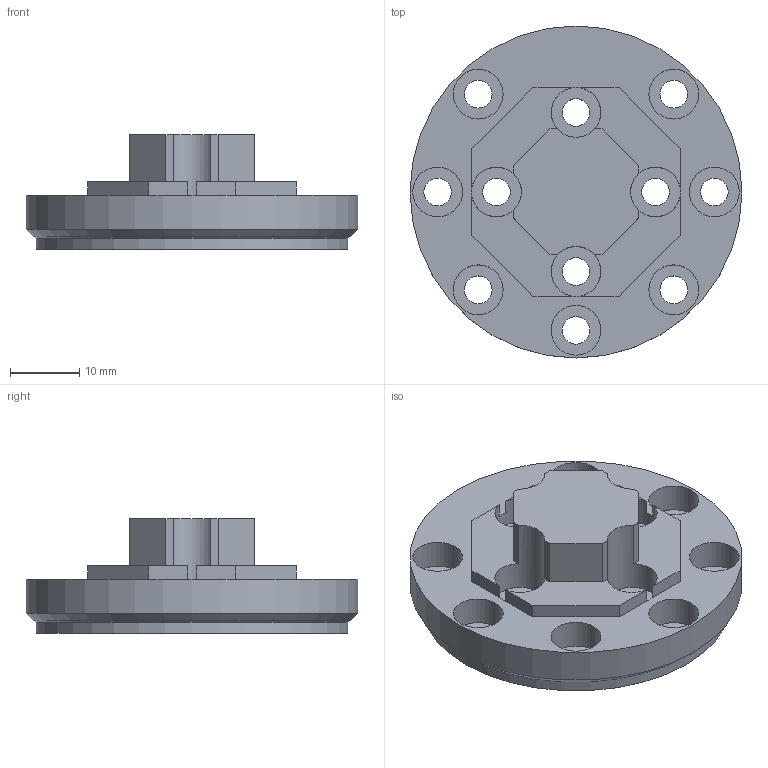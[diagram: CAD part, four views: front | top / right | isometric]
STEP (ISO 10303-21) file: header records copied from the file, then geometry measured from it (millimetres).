
FILE_DESCRIPTION(/* description */ (''),/* implementation_level */ '2;1');
FILE_NAME(/* name */ 'motor1_drive_mount.stp',/* time_stamp */ '2024-06-29T23:09:09-07:00',/* author */ ('aaron'),/* organization */ (''),/* preprocessor_version */ 'ST-DEVELOPER v19.2',/* originating_system */ 'Autodesk Inventor 2023',/* authorisation */ '');
FILE_SCHEMA (('AUTOMOTIVE_DESIGN { 1 0 10303 214 3 1 1 }'));
Length unit declared in the file: millimetre
Products named in the file (1): acc_motor_drive_mount
Bounding box: 48 x 48 x 16.6 mm (x, y, z)
Volume: 13918.8 mm3; surface area: 6748.1 mm2
Topology: 1 solids, 1 shells, 78 faces, 196 edges, 130 vertices
Faces by surface type: plane 52, cylinder 24, cone 2
Full cylindrical faces by diameter (mm): 4 x11, 7.2 x11, 45.1 x1, 48 x1
Entity records: 2437 total; most frequent: DIRECTION 420, CARTESIAN_POINT 405, ORIENTED_EDGE 392, EDGE_CURVE 196, AXIS2_PLACEMENT_3D 145, LINE 130, VECTOR 130, VERTEX_POINT 130
